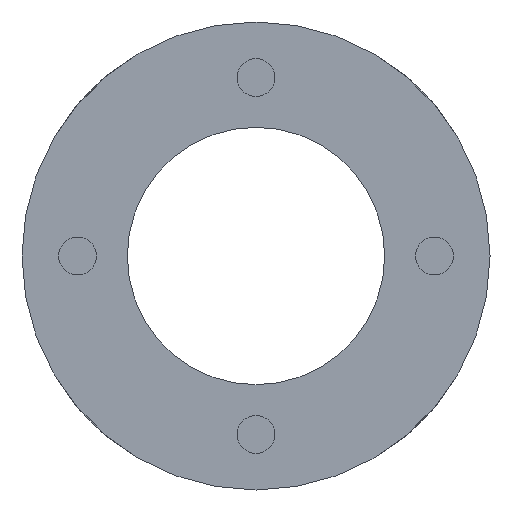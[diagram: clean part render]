
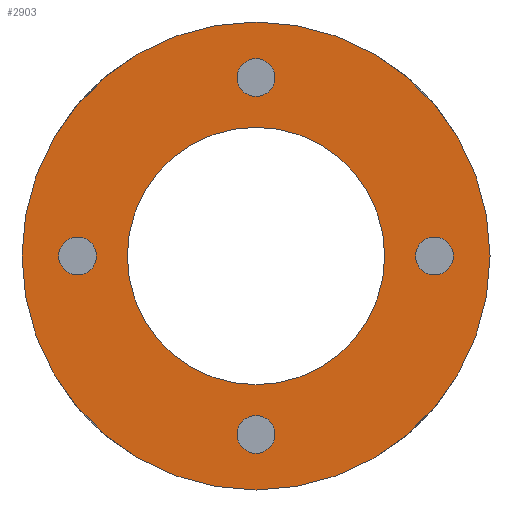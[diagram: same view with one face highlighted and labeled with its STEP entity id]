
A CAD part, left-side view. The second image highlights one B-rep face of the part: STEP entity #2903.
In plain terms, the highlighted planar face has unit normal (-1, 0, 0).
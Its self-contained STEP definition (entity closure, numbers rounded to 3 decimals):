
#124 = ORIENTED_EDGE ( 'NONE', *, *, #647, .T. ) ;
#127 = ORIENTED_EDGE ( 'NONE', *, *, #1118, .T. ) ;
#129 = ORIENTED_EDGE ( 'NONE', *, *, #645, .T. ) ;
#134 = ORIENTED_EDGE ( 'NONE', *, *, #644, .T. ) ;
#157 = ORIENTED_EDGE ( 'NONE', *, *, #678, .F. ) ;
#163 = ORIENTED_EDGE ( 'NONE', *, *, #1133, .T. ) ;
#172 = ORIENTED_EDGE ( 'NONE', *, *, #648, .T. ) ;
#175 = ORIENTED_EDGE ( 'NONE', *, *, #690, .T. ) ;
#178 = ORIENTED_EDGE ( 'NONE', *, *, #1123, .T. ) ;
#182 = ORIENTED_EDGE ( 'NONE', *, *, #646, .T. ) ;
#184 = ORIENTED_EDGE ( 'NONE', *, *, #652, .F. ) ;
#185 = ORIENTED_EDGE ( 'NONE', *, *, #1127, .T. ) ;
#190 = DIRECTION ( 'NONE',  ( 0., 0., 1. ) ) ;
#192 = CARTESIAN_POINT ( 'NONE',  ( 0., 15.5, 0. ) ) ;
#194 = PLANE ( 'NONE',  #2365 ) ;
#196 = DIRECTION ( 'NONE',  ( -1., 0., 0. ) ) ;
#224 = VERTEX_POINT ( 'NONE', #3258 ) ;
#229 = VERTEX_POINT ( 'NONE', #3262 ) ;
#258 = VERTEX_POINT ( 'NONE', #3284 ) ;
#285 = VERTEX_POINT ( 'NONE', #3301 ) ;
#289 = VERTEX_POINT ( 'NONE', #3308 ) ;
#309 = CARTESIAN_POINT ( 'NONE',  ( 0., 15.25, 0. ) ) ;
#310 = DIRECTION ( 'NONE',  ( 1., 0., 0. ) ) ;
#311 = DIRECTION ( 'NONE',  ( 0., 0., 1. ) ) ;
#321 = CARTESIAN_POINT ( 'NONE',  ( 0., 0., -15.25 ) ) ;
#322 = DIRECTION ( 'NONE',  ( 1., 0., 0. ) ) ;
#323 = DIRECTION ( 'NONE',  ( 0., 0., 1. ) ) ;
#331 = CARTESIAN_POINT ( 'NONE',  ( 0., -15.25, 0. ) ) ;
#332 = DIRECTION ( 'NONE',  ( 1., 0., 0. ) ) ;
#333 = DIRECTION ( 'NONE',  ( 0., 0., 1. ) ) ;
#345 = CARTESIAN_POINT ( 'NONE',  ( 0., 0., 15.25 ) ) ;
#346 = DIRECTION ( 'NONE',  ( 1., 0., 0. ) ) ;
#347 = DIRECTION ( 'NONE',  ( 0., 0., 1. ) ) ;
#644 = EDGE_CURVE ( 'NONE', #258, #289, #1505, .T. ) ;
#645 = EDGE_CURVE ( 'NONE', #224, #229, #1507, .T. ) ;
#646 = EDGE_CURVE ( 'NONE', #285, #3140, #1508, .T. ) ;
#647 = EDGE_CURVE ( 'NONE', #3141, #3131, #1509, .T. ) ;
#648 = EDGE_CURVE ( 'NONE', #1334, #3129, #1510, .T. ) ;
#652 = EDGE_CURVE ( 'NONE', #1337, #1340, #1512, .T. ) ;
#678 = EDGE_CURVE ( 'NONE', #1340, #1337, #1551, .T. ) ;
#690 = EDGE_CURVE ( 'NONE', #3129, #1334, #1569, .T. ) ;
#770 = CARTESIAN_POINT ( 'NONE',  ( 0., 0., 13.629 ) ) ;
#771 = CARTESIAN_POINT ( 'NONE',  ( 0., 0., 16.871 ) ) ;
#773 = CARTESIAN_POINT ( 'NONE',  ( 0., -15.25, 1.621 ) ) ;
#778 = CARTESIAN_POINT ( 'NONE',  ( 0., 0., 11. ) ) ;
#1118 = EDGE_CURVE ( 'NONE', #289, #258, #1598, .T. ) ;
#1123 = EDGE_CURVE ( 'NONE', #229, #224, #1610, .T. ) ;
#1127 = EDGE_CURVE ( 'NONE', #3140, #285, #1616, .T. ) ;
#1133 = EDGE_CURVE ( 'NONE', #3131, #3141, #1622, .T. ) ;
#1334 = VERTEX_POINT ( 'NONE', #2525 ) ;
#1337 = VERTEX_POINT ( 'NONE', #2523 ) ;
#1340 = VERTEX_POINT ( 'NONE', #2518 ) ;
#1505 = CIRCLE ( 'NONE', #2293, 1.621 ) ;
#1507 = CIRCLE ( 'NONE', #2294, 1.621 ) ;
#1508 = CIRCLE ( 'NONE', #2295, 1.621 ) ;
#1509 = CIRCLE ( 'NONE', #2296, 1.621 ) ;
#1510 = CIRCLE ( 'NONE', #2297, 11. ) ;
#1512 = CIRCLE ( 'NONE', #2299, 20. ) ;
#1551 = CIRCLE ( 'NONE', #2309, 20. ) ;
#1569 = CIRCLE ( 'NONE', #2312, 11. ) ;
#1598 = CIRCLE ( 'NONE', #2324, 1.621 ) ;
#1610 = CIRCLE ( 'NONE', #2326, 1.621 ) ;
#1616 = CIRCLE ( 'NONE', #2328, 1.621 ) ;
#1622 = CIRCLE ( 'NONE', #2330, 1.621 ) ;
#1751 = FACE_BOUND ( 'NONE', #1998, .T. ) ;
#1753 = FACE_BOUND ( 'NONE', #1969, .T. ) ;
#1755 = FACE_BOUND ( 'NONE', #1996, .T. ) ;
#1757 = FACE_BOUND ( 'NONE', #1995, .T. ) ;
#1759 = FACE_BOUND ( 'NONE', #1994, .T. ) ;
#1760 = FACE_OUTER_BOUND ( 'NONE', #1999, .T. ) ;
#1969 = EDGE_LOOP ( 'NONE', ( #178, #129 ) ) ;
#1994 = EDGE_LOOP ( 'NONE', ( #163, #124 ) ) ;
#1995 = EDGE_LOOP ( 'NONE', ( #127, #134 ) ) ;
#1996 = EDGE_LOOP ( 'NONE', ( #185, #182 ) ) ;
#1998 = EDGE_LOOP ( 'NONE', ( #172, #175 ) ) ;
#1999 = EDGE_LOOP ( 'NONE', ( #157, #184 ) ) ;
#2293 = AXIS2_PLACEMENT_3D ( 'NONE', #3517, #3201, #3198 ) ;
#2294 = AXIS2_PLACEMENT_3D ( 'NONE', #3307, #3352, #3292 ) ;
#2295 = AXIS2_PLACEMENT_3D ( 'NONE', #3256, #3285, #3281 ) ;
#2296 = AXIS2_PLACEMENT_3D ( 'NONE', #3495, #3165, #3316 ) ;
#2297 = AXIS2_PLACEMENT_3D ( 'NONE', #3303, #3520, #3181 ) ;
#2299 = AXIS2_PLACEMENT_3D ( 'NONE', #3468, #3466, #3464 ) ;
#2309 = AXIS2_PLACEMENT_3D ( 'NONE', #3062, #3063, #3064 ) ;
#2312 = AXIS2_PLACEMENT_3D ( 'NONE', #3118, #3117, #3119 ) ;
#2324 = AXIS2_PLACEMENT_3D ( 'NONE', #309, #310, #311 ) ;
#2326 = AXIS2_PLACEMENT_3D ( 'NONE', #321, #322, #323 ) ;
#2328 = AXIS2_PLACEMENT_3D ( 'NONE', #331, #332, #333 ) ;
#2330 = AXIS2_PLACEMENT_3D ( 'NONE', #345, #346, #347 ) ;
#2365 = AXIS2_PLACEMENT_3D ( 'NONE', #192, #196, #190 ) ;
#2518 = CARTESIAN_POINT ( 'NONE',  ( 0., 0., -20. ) ) ;
#2523 = CARTESIAN_POINT ( 'NONE',  ( 0., 0., 20. ) ) ;
#2525 = CARTESIAN_POINT ( 'NONE',  ( 0., 0., -11. ) ) ;
#2903 = ADVANCED_FACE ( 'NONE', ( #1751, #1759, #1755, #1753, #1757, #1760 ), #194, .T. ) ;
#3062 = CARTESIAN_POINT ( 'NONE',  ( 0., 0., 0. ) ) ;
#3063 = DIRECTION ( 'NONE',  ( 1., 0., 0. ) ) ;
#3064 = DIRECTION ( 'NONE',  ( 0., 0., -1. ) ) ;
#3117 = DIRECTION ( 'NONE',  ( 1., 0., 0. ) ) ;
#3118 = CARTESIAN_POINT ( 'NONE',  ( 0., 0., 0. ) ) ;
#3119 = DIRECTION ( 'NONE',  ( 0., 0., -1. ) ) ;
#3129 = VERTEX_POINT ( 'NONE', #778 ) ;
#3131 = VERTEX_POINT ( 'NONE', #771 ) ;
#3140 = VERTEX_POINT ( 'NONE', #773 ) ;
#3141 = VERTEX_POINT ( 'NONE', #770 ) ;
#3165 = DIRECTION ( 'NONE',  ( 1., 0., 0. ) ) ;
#3181 = DIRECTION ( 'NONE',  ( 0., 0., -1. ) ) ;
#3198 = DIRECTION ( 'NONE',  ( 0., 0., 1. ) ) ;
#3201 = DIRECTION ( 'NONE',  ( 1., 0., 0. ) ) ;
#3256 = CARTESIAN_POINT ( 'NONE',  ( 0., -15.25, 0. ) ) ;
#3258 = CARTESIAN_POINT ( 'NONE',  ( 0., 0., -16.871 ) ) ;
#3262 = CARTESIAN_POINT ( 'NONE',  ( 0., 0., -13.629 ) ) ;
#3281 = DIRECTION ( 'NONE',  ( 0., 0., 1. ) ) ;
#3284 = CARTESIAN_POINT ( 'NONE',  ( 0., 15.25, -1.621 ) ) ;
#3285 = DIRECTION ( 'NONE',  ( 1., 0., 0. ) ) ;
#3292 = DIRECTION ( 'NONE',  ( 0., 0., 1. ) ) ;
#3301 = CARTESIAN_POINT ( 'NONE',  ( 0., -15.25, -1.621 ) ) ;
#3303 = CARTESIAN_POINT ( 'NONE',  ( 0., 0., 0. ) ) ;
#3307 = CARTESIAN_POINT ( 'NONE',  ( 0., 0., -15.25 ) ) ;
#3308 = CARTESIAN_POINT ( 'NONE',  ( 0., 15.25, 1.621 ) ) ;
#3316 = DIRECTION ( 'NONE',  ( 0., 0., 1. ) ) ;
#3352 = DIRECTION ( 'NONE',  ( 1., 0., 0. ) ) ;
#3464 = DIRECTION ( 'NONE',  ( 0., 0., -1. ) ) ;
#3466 = DIRECTION ( 'NONE',  ( 1., 0., 0. ) ) ;
#3468 = CARTESIAN_POINT ( 'NONE',  ( 0., 0., 0. ) ) ;
#3495 = CARTESIAN_POINT ( 'NONE',  ( 0., 0., 15.25 ) ) ;
#3517 = CARTESIAN_POINT ( 'NONE',  ( 0., 15.25, 0. ) ) ;
#3520 = DIRECTION ( 'NONE',  ( 1., 0., 0. ) ) ;
